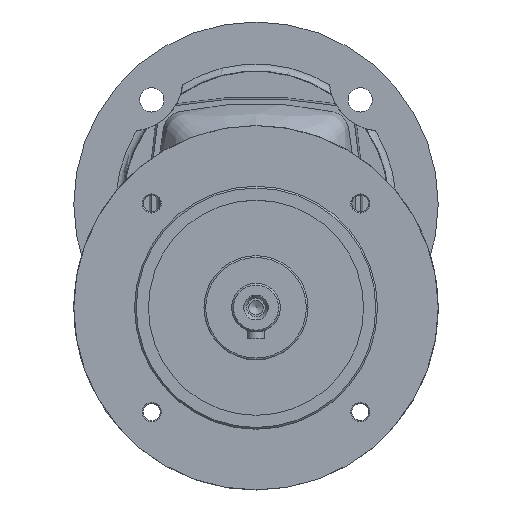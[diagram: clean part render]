
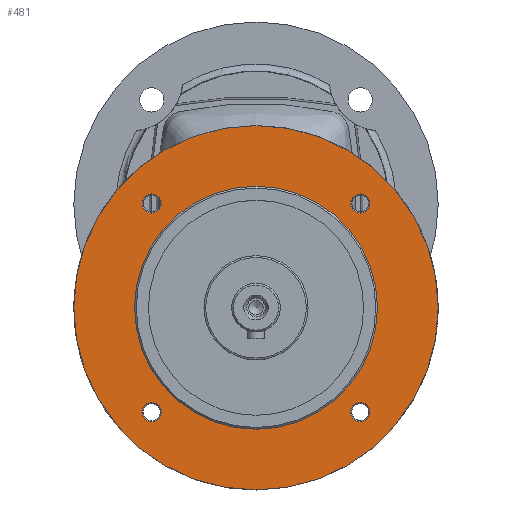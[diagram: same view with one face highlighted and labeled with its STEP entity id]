
A CAD part, top view. The second image highlights one B-rep face of the part: STEP entity #481.
In plain terms, the highlighted planar face has unit normal (0, 0, 1).
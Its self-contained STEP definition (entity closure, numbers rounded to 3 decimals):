
#481 = ADVANCED_FACE( '', ( #1159, #1160, #1161, #1162, #1163, #1164 ), #1165, .F. );
#1159 = FACE_OUTER_BOUND( '', #5030, .T. );
#1160 = FACE_BOUND( '', #5031, .T. );
#1161 = FACE_BOUND( '', #5032, .T. );
#1162 = FACE_BOUND( '', #5033, .T. );
#1163 = FACE_BOUND( '', #5034, .T. );
#1164 = FACE_BOUND( '', #5035, .T. );
#1165 = PLANE( '', #5036 );
#5030 = EDGE_LOOP( '', ( #15452 ) );
#5031 = EDGE_LOOP( '', ( #15453 ) );
#5032 = EDGE_LOOP( '', ( #15454 ) );
#5033 = EDGE_LOOP( '', ( #15455 ) );
#5034 = EDGE_LOOP( '', ( #15456 ) );
#5035 = EDGE_LOOP( '', ( #15457 ) );
#5036 = AXIS2_PLACEMENT_3D( '', #15458, #15459, #15460 );
#15452 = ORIENTED_EDGE( '', *, *, #17049, .F. );
#15453 = ORIENTED_EDGE( '', *, *, #17050, .T. );
#15454 = ORIENTED_EDGE( '', *, *, #17051, .T. );
#15455 = ORIENTED_EDGE( '', *, *, #16812, .T. );
#15456 = ORIENTED_EDGE( '', *, *, #17052, .T. );
#15457 = ORIENTED_EDGE( '', *, *, #17053, .F. );
#15458 = CARTESIAN_POINT( '', ( 0., -60., 1. ) );
#15459 = DIRECTION( '', ( 0., 0., -1. ) );
#15460 = DIRECTION( '', ( -1., 0., 0. ) );
#16812 = EDGE_CURVE( '', #17691, #17691, #17692, .T. );
#17049 = EDGE_CURVE( '', #18056, #18056, #18057, .T. );
#17050 = EDGE_CURVE( '', #18058, #18058, #18059, .T. );
#17051 = EDGE_CURVE( '', #18060, #18060, #18061, .T. );
#17052 = EDGE_CURVE( '', #18062, #18062, #18063, .T. );
#17053 = EDGE_CURVE( '', #18064, #18064, #18065, .F. );
#17691 = VERTEX_POINT( '', #19124 );
#17692 = CIRCLE( '', #19125, 2.759 );
#18056 = VERTEX_POINT( '', #21342 );
#18057 = CIRCLE( '', #21343, 52.5 );
#18058 = VERTEX_POINT( '', #21344 );
#18059 = CIRCLE( '', #21345, 2.759 );
#18060 = VERTEX_POINT( '', #21346 );
#18061 = CIRCLE( '', #21347, 2.759 );
#18062 = VERTEX_POINT( '', #21348 );
#18063 = CIRCLE( '', #21349, 2.759 );
#18064 = VERTEX_POINT( '', #21350 );
#18065 = CIRCLE( '', #21351, 35. );
#19124 = CARTESIAN_POINT( '', ( 30.052, 27.294, 1. ) );
#19125 = AXIS2_PLACEMENT_3D( '', #23539, #23540, #23541 );
#21342 = CARTESIAN_POINT( '', ( 0., -52.5, 1. ) );
#21343 = AXIS2_PLACEMENT_3D( '', #23832, #23833, #23834 );
#21344 = CARTESIAN_POINT( '', ( -30.052, -32.811, 1. ) );
#21345 = AXIS2_PLACEMENT_3D( '', #23835, #23836, #23837 );
#21346 = CARTESIAN_POINT( '', ( -30.052, 27.294, 1. ) );
#21347 = AXIS2_PLACEMENT_3D( '', #23838, #23839, #23840 );
#21348 = CARTESIAN_POINT( '', ( 30.052, -32.811, 1. ) );
#21349 = AXIS2_PLACEMENT_3D( '', #23841, #23842, #23843 );
#21350 = CARTESIAN_POINT( '', ( 0., -35., 1. ) );
#21351 = AXIS2_PLACEMENT_3D( '', #23844, #23845, #23846 );
#23539 = CARTESIAN_POINT( '', ( 30.052, 30.052, 1. ) );
#23540 = DIRECTION( '', ( 0., 0., -1. ) );
#23541 = DIRECTION( '', ( 0., -1., 0. ) );
#23832 = CARTESIAN_POINT( '', ( 0., 0., 1. ) );
#23833 = DIRECTION( '', ( 0., 0., -1. ) );
#23834 = DIRECTION( '', ( 0., -1., 0. ) );
#23835 = CARTESIAN_POINT( '', ( -30.052, -30.052, 1. ) );
#23836 = DIRECTION( '', ( 0., 0., -1. ) );
#23837 = DIRECTION( '', ( 0., -1., 0. ) );
#23838 = CARTESIAN_POINT( '', ( -30.052, 30.052, 1. ) );
#23839 = DIRECTION( '', ( 0., 0., -1. ) );
#23840 = DIRECTION( '', ( 0., -1., 0. ) );
#23841 = CARTESIAN_POINT( '', ( 30.052, -30.052, 1. ) );
#23842 = DIRECTION( '', ( 0., 0., -1. ) );
#23843 = DIRECTION( '', ( 0., -1., 0. ) );
#23844 = CARTESIAN_POINT( '', ( 0., 0., 1. ) );
#23845 = DIRECTION( '', ( 0., 0., -1. ) );
#23846 = DIRECTION( '', ( 0., -1., 0. ) );
